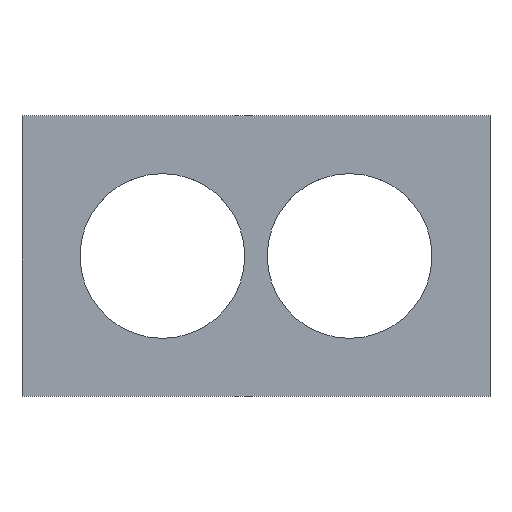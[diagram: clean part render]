
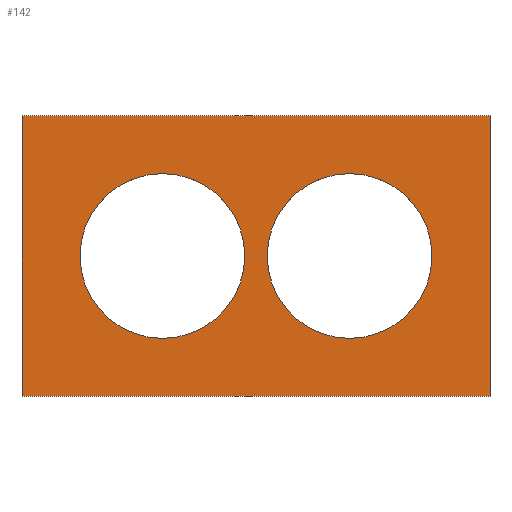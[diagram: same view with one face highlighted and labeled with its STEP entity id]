
A CAD part, top view. The second image highlights one B-rep face of the part: STEP entity #142.
In plain terms, the highlighted planar face has unit normal (0, 0, 1).
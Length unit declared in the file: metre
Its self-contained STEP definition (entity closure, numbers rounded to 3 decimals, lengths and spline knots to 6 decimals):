
#12=CIRCLE('',#161,0.005588);
#14=CIRCLE('',#164,0.005588);
#38=ORIENTED_EDGE('',*,*,#62,.F.);
#39=ORIENTED_EDGE('',*,*,#60,.F.);
#40=ORIENTED_EDGE('',*,*,#52,.F.);
#41=ORIENTED_EDGE('',*,*,#56,.T.);
#42=ORIENTED_EDGE('',*,*,#59,.T.);
#43=ORIENTED_EDGE('',*,*,#65,.F.);
#52=EDGE_CURVE('',#68,#69,#80,.T.);
#56=EDGE_CURVE('',#68,#71,#84,.T.);
#59=EDGE_CURVE('',#71,#73,#87,.T.);
#60=EDGE_CURVE('',#74,#74,#12,.T.);
#62=EDGE_CURVE('',#76,#76,#14,.T.);
#65=EDGE_CURVE('',#69,#73,#89,.T.);
#68=VERTEX_POINT('',#213);
#69=VERTEX_POINT('',#215);
#71=VERTEX_POINT('',#221);
#73=VERTEX_POINT('',#227);
#74=VERTEX_POINT('',#231);
#76=VERTEX_POINT('',#236);
#80=LINE('',#214,#92);
#84=LINE('',#222,#96);
#87=LINE('',#228,#99);
#89=LINE('',#241,#101);
#92=VECTOR('',#175,1.);
#96=VECTOR('',#181,1.);
#99=VECTOR('',#186,1.);
#101=VECTOR('',#202,1.);
#110=EDGE_LOOP('',(#38));
#111=EDGE_LOOP('',(#39));
#112=EDGE_LOOP('',(#40,#41,#42,#43));
#124=FACE_BOUND('',#110,.T.);
#125=FACE_BOUND('',#111,.T.);
#126=FACE_BOUND('',#112,.T.);
#134=PLANE('',#167);
#142=ADVANCED_FACE('',(#124,#125,#126),#134,.T.);
#161=AXIS2_PLACEMENT_3D('',#230,#189,#190);
#164=AXIS2_PLACEMENT_3D('',#235,#195,#196);
#167=AXIS2_PLACEMENT_3D('',#242,#203,#204);
#175=DIRECTION('',(-1.,0.,0.));
#181=DIRECTION('',(0.,1.,0.));
#186=DIRECTION('',(-1.,0.,0.));
#189=DIRECTION('',(0.,0.,1.));
#190=DIRECTION('',(1.,0.,0.));
#195=DIRECTION('',(0.,0.,1.));
#196=DIRECTION('',(1.,0.,0.));
#202=DIRECTION('',(0.,1.,0.));
#203=DIRECTION('',(0.,0.,1.));
#204=DIRECTION('',(1.,0.,0.));
#213=CARTESIAN_POINT('',(0.015875,-0.009525,0.000787));
#214=CARTESIAN_POINT('',(0.,-0.009525,0.000787));
#215=CARTESIAN_POINT('',(-0.015875,-0.009525,0.000787));
#221=CARTESIAN_POINT('',(0.015875,0.009525,0.000787));
#222=CARTESIAN_POINT('',(0.015875,0.,0.000787));
#227=CARTESIAN_POINT('',(-0.015875,0.009525,0.000787));
#228=CARTESIAN_POINT('',(0.,0.009525,0.000787));
#230=CARTESIAN_POINT('',(-0.00635,0.,0.000787));
#231=CARTESIAN_POINT('',(-0.000762,0.,0.000787));
#235=CARTESIAN_POINT('',(0.00635,0.,0.000787));
#236=CARTESIAN_POINT('',(0.011938,0.,0.000787));
#241=CARTESIAN_POINT('',(-0.015875,0.,0.000787));
#242=CARTESIAN_POINT('',(0.,0.,0.000787));
